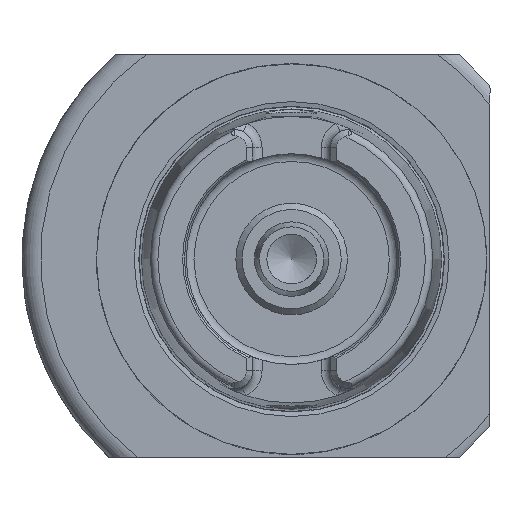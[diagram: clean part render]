
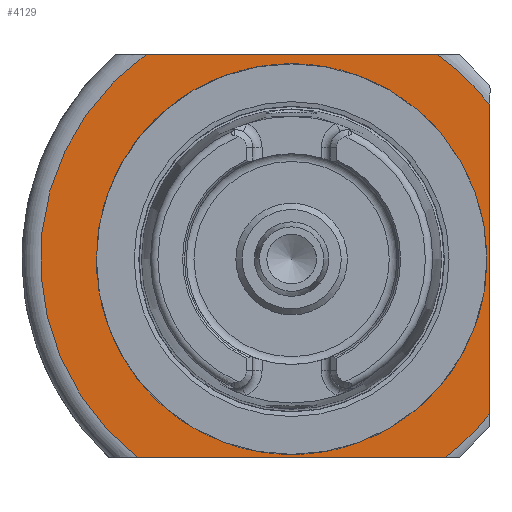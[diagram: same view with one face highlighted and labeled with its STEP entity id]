
A CAD part, left-side view. The second image highlights one B-rep face of the part: STEP entity #4129.
In plain terms, the highlighted planar face has unit normal (-1, 0, 0).
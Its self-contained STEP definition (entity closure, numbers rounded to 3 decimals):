
#774=CARTESIAN_POINT('',(32.,-32.,24.824));
#775=VERTEX_POINT('',#774);
#787=CARTESIAN_POINT('',(32.,-32.,-24.824));
#788=VERTEX_POINT('',#787);
#789=CARTESIAN_POINT('',(32.,-32.,-24.824));
#790=DIRECTION('',(0.0,0.0,1.0));
#791=VECTOR('',#790,49.649);
#792=LINE('',#789,#791);
#793=EDGE_CURVE('',#788,#775,#792,.T.);
#1441=CARTESIAN_POINT('',(32.,-24.824,-32.));
#1442=VERTEX_POINT('',#1441);
#1454=CARTESIAN_POINT('',(32.,24.824,-32.));
#1455=VERTEX_POINT('',#1454);
#1456=CARTESIAN_POINT('',(32.,24.824,-32.));
#1457=DIRECTION('',(0.0,-1.0,0.0));
#1458=VECTOR('',#1457,49.649);
#1459=LINE('',#1456,#1458);
#1460=EDGE_CURVE('',#1455,#1442,#1459,.T.);
#1777=CARTESIAN_POINT('',(32.,23.479,33.));
#1778=VERTEX_POINT('',#1777);
#1794=CARTESIAN_POINT('',(32.,-23.479,33.));
#1795=VERTEX_POINT('',#1794);
#1796=CARTESIAN_POINT('',(32.,-23.479,33.));
#1797=DIRECTION('',(0.0,1.0,0.0));
#1798=VECTOR('',#1797,46.957);
#1799=LINE('',#1796,#1798);
#1800=EDGE_CURVE('',#1795,#1778,#1799,.T.);
#2317=CARTESIAN_POINT('',(32.,0.,0.0));
#2318=DIRECTION('',(1.0,0.0,0.0));
#2319=DIRECTION('',(0.0,1.0,0.0));
#2320=AXIS2_PLACEMENT_3D('',#2317,#2318,#2319);
#2321=CIRCLE('',#2320,40.5);
#2322=EDGE_CURVE('',#788,#1442,#2321,.T.);
#2333=CARTESIAN_POINT('',(32.,0.,0.0));
#2334=DIRECTION('',(1.0,0.0,0.0));
#2335=DIRECTION('',(0.0,1.0,0.0));
#2336=AXIS2_PLACEMENT_3D('',#2333,#2334,#2335);
#2337=CIRCLE('',#2336,40.5);
#2338=EDGE_CURVE('',#1795,#775,#2337,.T.);
#4045=CARTESIAN_POINT('',(32.,31.,0.0));
#4046=VERTEX_POINT('',#4045);
#4047=CARTESIAN_POINT('',(32.,0.,0.0));
#4048=DIRECTION('',(1.0,0.0,0.0));
#4049=DIRECTION('',(0.0,1.0,0.0));
#4050=AXIS2_PLACEMENT_3D('',#4047,#4048,#4049);
#4051=CIRCLE('',#4050,31.);
#4052=EDGE_CURVE('',#4046,#4046,#4051,.T.);
#4107=CARTESIAN_POINT('',(32.,36.25,0.0));
#4108=DIRECTION('',(-1.0,0.0,0.0));
#4109=DIRECTION('',(0.0,0.0,1.0));
#4110=AXIS2_PLACEMENT_3D('',#4107,#4108,#4109);
#4111=PLANE('',#4110);
#4112=ORIENTED_EDGE('',*,*,#1800,.T.);
#4113=CARTESIAN_POINT('',(32.,0.,0.0));
#4114=DIRECTION('',(1.0,0.0,0.0));
#4115=DIRECTION('',(0.0,1.0,0.0));
#4116=AXIS2_PLACEMENT_3D('',#4113,#4114,#4115);
#4117=CIRCLE('',#4116,40.5);
#4118=EDGE_CURVE('',#1455,#1778,#4117,.T.);
#4119=ORIENTED_EDGE('',*,*,#4118,.F.);
#4120=ORIENTED_EDGE('',*,*,#1460,.T.);
#4121=ORIENTED_EDGE('',*,*,#2322,.F.);
#4122=ORIENTED_EDGE('',*,*,#793,.T.);
#4123=ORIENTED_EDGE('',*,*,#2338,.F.);
#4124=EDGE_LOOP('',(#4112,#4119,#4120,#4121,#4122,#4123));
#4125=FACE_OUTER_BOUND('',#4124,.T.);
#4126=ORIENTED_EDGE('',*,*,#4052,.T.);
#4127=EDGE_LOOP('',(#4126));
#4128=FACE_BOUND('',#4127,.T.);
#4129=ADVANCED_FACE('',(#4125,#4128),#4111,.T.);
